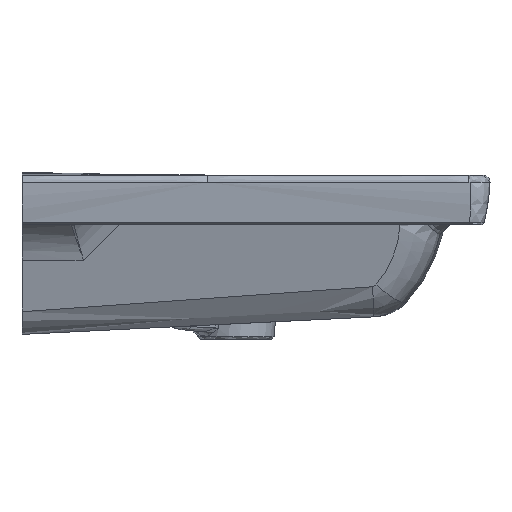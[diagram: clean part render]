
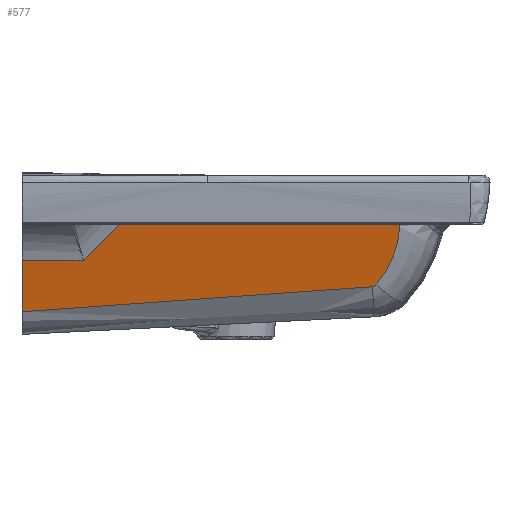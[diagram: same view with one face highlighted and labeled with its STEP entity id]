
A CAD part, left-side view. The second image highlights one B-rep face of the part: STEP entity #577.
In plain terms, the highlighted planar face has unit normal (-0.97, -0.028, -0.242).
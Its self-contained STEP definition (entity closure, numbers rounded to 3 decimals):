
#174=LINE('',#5635,#256);
#229=LINE('',#12277,#311);
#230=LINE('',#12296,#312);
#232=LINE('',#13102,#314);
#233=LINE('',#13104,#315);
#256=VECTOR('',#4174,1.);
#311=VECTOR('',#4385,1.);
#312=VECTOR('',#4386,1.);
#314=VECTOR('',#4398,1.);
#315=VECTOR('',#4399,1.);
#341=PLANE('',#4086);
#457=(
BOUNDED_CURVE()
B_SPLINE_CURVE(3,(#12440,#12441,#12442,#12443),.UNSPECIFIED.,.F.,.F.)
B_SPLINE_CURVE_WITH_KNOTS((4,4),(0.,1.),.UNSPECIFIED.)
CURVE()
GEOMETRIC_REPRESENTATION_ITEM()
RATIONAL_B_SPLINE_CURVE((1.,1.,1.,1.))
REPRESENTATION_ITEM('')
);
#460=(
BOUNDED_CURVE()
B_SPLINE_CURVE(3,(#13106,#13107,#13108,#13109,#13110,#13111,#13112,#13113,
#13114,#13115,#13116,#13117,#13118,#13119,#13120,#13121,#13122,#13123,#13124,
#13125,#13126,#13127,#13128,#13129,#13130,#13131),.UNSPECIFIED.,.F.,.F.)
B_SPLINE_CURVE_WITH_KNOTS((4,2,2,2,2,2,2,2,2,2,2,2,4),(0.,0.066,
0.132,0.165,0.197,0.23,
0.247,0.263,0.329,0.362,
0.395,0.526,1.),.UNSPECIFIED.)
CURVE()
GEOMETRIC_REPRESENTATION_ITEM()
RATIONAL_B_SPLINE_CURVE((1.,1.,1.,1.,1.,1.,1.,1.,1.,1.,1.,1.,1.,1.,1.,1.,
1.,1.,1.,1.,1.,1.,1.,1.,1.,1.))
REPRESENTATION_ITEM('')
);
#577=ADVANCED_FACE('',(#858),#341,.T.);
#858=FACE_OUTER_BOUND('',#1073,.T.);
#1073=EDGE_LOOP('',(#1864,#1865,#1866,#1867,#1868,#1869,#1870,#1871,#1872));
#1864=ORIENTED_EDGE('',*,*,#3009,.T.);
#1865=ORIENTED_EDGE('',*,*,#3256,.T.);
#1866=ORIENTED_EDGE('',*,*,#3251,.T.);
#1867=ORIENTED_EDGE('',*,*,#3253,.T.);
#1868=ORIENTED_EDGE('',*,*,#3280,.F.);
#1869=ORIENTED_EDGE('',*,*,#3281,.F.);
#1870=ORIENTED_EDGE('',*,*,#3282,.F.);
#1871=ORIENTED_EDGE('',*,*,#3278,.T.);
#1872=ORIENTED_EDGE('',*,*,#3254,.T.);
#2580=VERTEX_POINT('',#5634);
#2581=VERTEX_POINT('',#5636);
#2711=VERTEX_POINT('',#11300);
#2728=VERTEX_POINT('',#12278);
#2729=VERTEX_POINT('',#12295);
#2730=VERTEX_POINT('',#12334);
#2742=VERTEX_POINT('',#13062);
#2743=VERTEX_POINT('',#13103);
#2744=VERTEX_POINT('',#13105);
#3009=EDGE_CURVE('',#2581,#2580,#174,.T.);
#3251=EDGE_CURVE('',#2711,#2728,#229,.T.);
#3253=EDGE_CURVE('',#2728,#2729,#230,.T.);
#3254=EDGE_CURVE('',#2730,#2581,#3749,.T.);
#3256=EDGE_CURVE('',#2580,#2711,#457,.T.);
#3278=EDGE_CURVE('',#2742,#2730,#3765,.T.);
#3280=EDGE_CURVE('',#2743,#2729,#232,.T.);
#3281=EDGE_CURVE('',#2744,#2743,#233,.T.);
#3282=EDGE_CURVE('',#2742,#2744,#460,.T.);
#3749=B_SPLINE_CURVE_WITH_KNOTS('',3,(#12298,#12299,#12300,#12301,#12302,
#12303,#12304,#12305,#12306,#12307,#12308,#12309,#12310,#12311,#12312,#12313,
#12314,#12315,#12316,#12317,#12318,#12319,#12320,#12321,#12322,#12323,#12324,
#12325,#12326,#12327,#12328,#12329,#12330,#12331,#12332,#12333),
 .UNSPECIFIED.,.F.,.F.,(4,2,2,1,2,2,2,2,2,1,2,2,1,2,2,1,1,1,2,2,4),(0.,
0.125,0.25,0.281,0.297,
0.313,0.375,0.5,0.563,0.594,0.609,
0.625,0.75,0.766,0.781,
0.812,0.875,0.906,0.922,
0.937,1.),.UNSPECIFIED.);
#3765=B_SPLINE_CURVE_WITH_KNOTS('',3,(#13058,#13059,#13060,#13061),
 .UNSPECIFIED.,.F.,.F.,(4,4),(0.,1.),.UNSPECIFIED.);
#4086=AXIS2_PLACEMENT_3D('',#13132,#4400,#4401);
#4174=DIRECTION('',(-0.028,1.,0.));
#4385=DIRECTION('',(-0.028,1.,0.));
#4386=DIRECTION('',(-0.028,1.,0.));
#4398=DIRECTION('',(-0.242,0.,0.97));
#4399=DIRECTION('',(-0.242,0.,0.97));
#4400=DIRECTION('',(-0.97,-0.028,-0.242));
#4401=DIRECTION('',(0.242,0.,-0.97));
#5634=CARTESIAN_POINT('',(-354.27,-107.239,-40.));
#5635=CARTESIAN_POINT('',(-350.514,-239.693,-40.));
#5636=CARTESIAN_POINT('',(-346.553,-379.351,-40.));
#11300=CARTESIAN_POINT('',(-344.215,-61.755,-85.485));
#12277=CARTESIAN_POINT('',(-345.975,0.321,-85.485));
#12278=CARTESIAN_POINT('',(-344.609,-47.871,-85.485));
#12295=CARTESIAN_POINT('',(-345.966,0.,-85.485));
#12296=CARTESIAN_POINT('',(-345.975,0.321,-85.485));
#12298=CARTESIAN_POINT('',(-329.658,-355.736,-110.421));
#12299=CARTESIAN_POINT('',(-330.338,-358.295,-107.401));
#12300=CARTESIAN_POINT('',(-331.062,-360.686,-104.227));
#12301=CARTESIAN_POINT('',(-332.554,-365.022,-97.754));
#12302=CARTESIAN_POINT('',(-333.301,-366.919,-94.542));
#12303=CARTESIAN_POINT('',(-334.277,-369.083,-90.383));
#12304=CARTESIAN_POINT('',(-334.573,-369.715,-89.126));
#12305=CARTESIAN_POINT('',(-334.872,-370.321,-87.856));
#12306=CARTESIAN_POINT('',(-335.073,-370.719,-87.007));
#12307=CARTESIAN_POINT('',(-335.18,-370.927,-86.554));
#12308=CARTESIAN_POINT('',(-335.654,-371.832,-84.552));
#12309=CARTESIAN_POINT('',(-336.037,-372.512,-82.939));
#12310=CARTESIAN_POINT('',(-337.197,-374.414,-78.07));
#12311=CARTESIAN_POINT('',(-338.001,-375.512,-74.724));
#12312=CARTESIAN_POINT('',(-339.127,-376.792,-70.062));
#12313=CARTESIAN_POINT('',(-339.51,-377.181,-68.481));
#12314=CARTESIAN_POINT('',(-340.052,-377.675,-66.255));
#12315=CARTESIAN_POINT('',(-340.323,-377.907,-65.141));
#12316=CARTESIAN_POINT('',(-340.595,-378.119,-64.027));
#12317=CARTESIAN_POINT('',(-340.776,-378.255,-63.285));
#12318=CARTESIAN_POINT('',(-340.874,-378.325,-62.885));
#12319=CARTESIAN_POINT('',(-341.623,-378.848,-59.822));
#12320=CARTESIAN_POINT('',(-342.376,-379.229,-56.76));
#12321=CARTESIAN_POINT('',(-343.133,-379.45,-53.699));
#12322=CARTESIAN_POINT('',(-343.301,-379.495,-53.019));
#12323=CARTESIAN_POINT('',(-343.395,-379.518,-52.643));
#12324=CARTESIAN_POINT('',(-343.618,-379.567,-51.741));
#12325=CARTESIAN_POINT('',(-344.066,-379.647,-49.936));
#12326=CARTESIAN_POINT('',(-344.666,-379.68,-47.526));
#12327=CARTESIAN_POINT('',(-345.194,-379.644,-45.415));
#12328=CARTESIAN_POINT('',(-345.421,-379.615,-44.509));
#12329=CARTESIAN_POINT('',(-345.572,-379.593,-43.905));
#12330=CARTESIAN_POINT('',(-345.657,-379.578,-43.565));
#12331=CARTESIAN_POINT('',(-345.983,-379.516,-42.266));
#12332=CARTESIAN_POINT('',(-346.26,-379.444,-41.165));
#12333=CARTESIAN_POINT('',(-346.553,-379.351,-40.));
#12334=CARTESIAN_POINT('',(-329.658,-355.736,-110.421));
#12440=CARTESIAN_POINT('',(-362.014,-142.271,-4.969));
#12441=CARTESIAN_POINT('',(-356.051,-115.297,-31.942));
#12442=CARTESIAN_POINT('',(-350.088,-88.324,-58.916));
#12443=CARTESIAN_POINT('',(-344.126,-61.35,-85.889));
#13058=CARTESIAN_POINT('',(-329.33,-352.379,-112.117));
#13059=CARTESIAN_POINT('',(-329.316,-353.714,-112.021));
#13060=CARTESIAN_POINT('',(-329.435,-354.899,-111.408));
#13061=CARTESIAN_POINT('',(-329.658,-355.736,-110.421));
#13062=CARTESIAN_POINT('',(-329.33,-352.379,-112.117));
#13102=CARTESIAN_POINT('',(-364.102,0.,-12.774));
#13103=CARTESIAN_POINT('',(-334.303,0.,-132.245));
#13104=CARTESIAN_POINT('',(-340.984,0.,-105.461));
#13105=CARTESIAN_POINT('',(-333.058,0.,-137.238));
#13106=CARTESIAN_POINT('',(-329.33,-352.379,-112.117));
#13107=CARTESIAN_POINT('',(-329.411,-344.611,-112.675));
#13108=CARTESIAN_POINT('',(-329.49,-337.135,-113.209));
#13109=CARTESIAN_POINT('',(-329.64,-322.526,-114.269));
#13110=CARTESIAN_POINT('',(-329.712,-315.396,-114.79));
#13111=CARTESIAN_POINT('',(-329.818,-304.812,-115.566));
#13112=CARTESIAN_POINT('',(-329.854,-301.303,-115.824));
#13113=CARTESIAN_POINT('',(-329.924,-294.302,-116.339));
#13114=CARTESIAN_POINT('',(-329.959,-290.803,-116.596));
#13115=CARTESIAN_POINT('',(-330.029,-283.832,-117.11));
#13116=CARTESIAN_POINT('',(-330.063,-280.363,-117.366));
#13117=CARTESIAN_POINT('',(-330.115,-275.167,-117.749));
#13118=CARTESIAN_POINT('',(-330.132,-273.437,-117.877));
#13119=CARTESIAN_POINT('',(-330.167,-269.975,-118.132));
#13120=CARTESIAN_POINT('',(-330.184,-268.247,-118.26));
#13121=CARTESIAN_POINT('',(-330.272,-259.487,-118.904));
#13122=CARTESIAN_POINT('',(-330.347,-252.169,-119.434));
#13123=CARTESIAN_POINT('',(-330.466,-240.772,-120.251));
#13124=CARTESIAN_POINT('',(-330.507,-236.904,-120.527));
#13125=CARTESIAN_POINT('',(-330.591,-229.051,-121.084));
#13126=CARTESIAN_POINT('',(-330.634,-225.049,-121.366));
#13127=CARTESIAN_POINT('',(-330.85,-205.016,-122.779));
#13128=CARTESIAN_POINT('',(-331.022,-188.989,-123.91));
#13129=CARTESIAN_POINT('',(-331.816,-115.309,-129.107));
#13130=CARTESIAN_POINT('',(-332.436,-57.654,-133.173));
#13131=CARTESIAN_POINT('',(-333.057,0.,-137.24));
#13132=CARTESIAN_POINT('',(-364.102,0.,-12.774));
